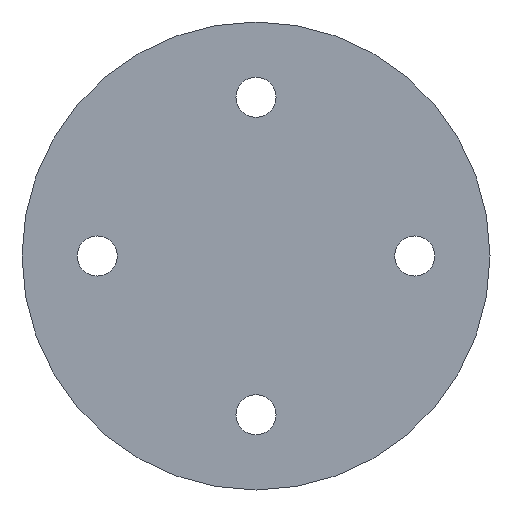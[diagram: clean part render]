
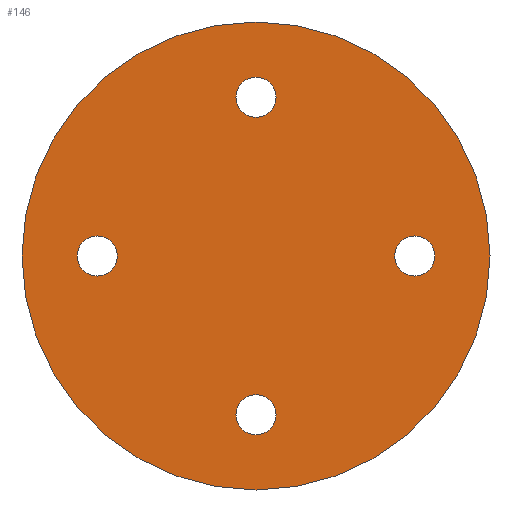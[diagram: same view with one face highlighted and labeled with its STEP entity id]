
A CAD part, front view. The second image highlights one B-rep face of the part: STEP entity #146.
In plain terms, the highlighted planar face has unit normal (0, -1, 0).
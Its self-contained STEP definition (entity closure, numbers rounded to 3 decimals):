
#4 = DIRECTION ( 'NONE',  ( 0., 1., 0. ) ) ;
#5 = VERTEX_POINT ( 'NONE', #463 ) ;
#10 = CIRCLE ( 'NONE', #86, 3. ) ;
#22 = AXIS2_PLACEMENT_3D ( 'NONE', #73, #256, #572 ) ;
#25 = CARTESIAN_POINT ( 'NONE',  ( 0., 0., -20.75 ) ) ;
#27 = FACE_OUTER_BOUND ( 'NONE', #319, .T. ) ;
#31 = CIRCLE ( 'NONE', #59, 3. ) ;
#34 = DIRECTION ( 'NONE',  ( 0., 1., 0. ) ) ;
#49 = EDGE_CURVE ( 'NONE', #216, #128, #191, .T. ) ;
#59 = AXIS2_PLACEMENT_3D ( 'NONE', #337, #70, #494 ) ;
#63 = DIRECTION ( 'NONE',  ( 0., 1., 0. ) ) ;
#64 = FACE_BOUND ( 'NONE', #264, .T. ) ;
#65 = EDGE_CURVE ( 'NONE', #536, #544, #399, .T. ) ;
#70 = DIRECTION ( 'NONE',  ( 0., 1., 0. ) ) ;
#73 = CARTESIAN_POINT ( 'NONE',  ( 23.75, 0., 0. ) ) ;
#78 = EDGE_LOOP ( 'NONE', ( #395, #271 ) ) ;
#83 = EDGE_CURVE ( 'NONE', #235, #355, #10, .T. ) ;
#86 = AXIS2_PLACEMENT_3D ( 'NONE', #246, #290, #515 ) ;
#87 = ORIENTED_EDGE ( 'NONE', *, *, #251, .T. ) ;
#98 = CIRCLE ( 'NONE', #444, 3. ) ;
#106 = CIRCLE ( 'NONE', #201, 3. ) ;
#112 = FACE_BOUND ( 'NONE', #78, .T. ) ;
#128 = VERTEX_POINT ( 'NONE', #466 ) ;
#143 = AXIS2_PLACEMENT_3D ( 'NONE', #165, #473, #301 ) ;
#145 = DIRECTION ( 'NONE',  ( 0., 0., 1. ) ) ;
#146 = ADVANCED_FACE ( 'NONE', ( #520, #64, #343, #112, #27 ), #422, .F. ) ;
#154 = DIRECTION ( 'NONE',  ( 0., 0., 1. ) ) ;
#156 = CARTESIAN_POINT ( 'NONE',  ( 0., 0., -23.75 ) ) ;
#163 = DIRECTION ( 'NONE',  ( 0., 0., 1. ) ) ;
#165 = CARTESIAN_POINT ( 'NONE',  ( 0., 0., 0. ) ) ;
#186 = ORIENTED_EDGE ( 'NONE', *, *, #65, .F. ) ;
#191 = CIRCLE ( 'NONE', #339, 3. ) ;
#192 = ORIENTED_EDGE ( 'NONE', *, *, #382, .T. ) ;
#201 = AXIS2_PLACEMENT_3D ( 'NONE', #265, #207, #432 ) ;
#207 = DIRECTION ( 'NONE',  ( 0., 1., 0. ) ) ;
#216 = VERTEX_POINT ( 'NONE', #25 ) ;
#225 = DIRECTION ( 'NONE',  ( 0., 0., 1. ) ) ;
#233 = CARTESIAN_POINT ( 'NONE',  ( 0., 0., 0. ) ) ;
#234 = EDGE_CURVE ( 'NONE', #5, #309, #543, .T. ) ;
#235 = VERTEX_POINT ( 'NONE', #386 ) ;
#236 = DIRECTION ( 'NONE',  ( 0., 1., 0. ) ) ;
#245 = CARTESIAN_POINT ( 'NONE',  ( 0., 0., -35. ) ) ;
#246 = CARTESIAN_POINT ( 'NONE',  ( -23.75, 0., 0. ) ) ;
#251 = EDGE_CURVE ( 'NONE', #128, #216, #443, .T. ) ;
#256 = DIRECTION ( 'NONE',  ( 0., 1., 0. ) ) ;
#261 = CARTESIAN_POINT ( 'NONE',  ( -23.75, 0., 3. ) ) ;
#264 = EDGE_LOOP ( 'NONE', ( #493, #538 ) ) ;
#265 = CARTESIAN_POINT ( 'NONE',  ( -23.75, 0., 0. ) ) ;
#266 = ORIENTED_EDGE ( 'NONE', *, *, #83, .T. ) ;
#271 = ORIENTED_EDGE ( 'NONE', *, *, #234, .T. ) ;
#273 = VERTEX_POINT ( 'NONE', #388 ) ;
#289 = AXIS2_PLACEMENT_3D ( 'NONE', #233, #4, #225 ) ;
#290 = DIRECTION ( 'NONE',  ( 0., 1., 0. ) ) ;
#301 = DIRECTION ( 'NONE',  ( 0., 0., 1. ) ) ;
#305 = CARTESIAN_POINT ( 'NONE',  ( 0., 0., -23.75 ) ) ;
#309 = VERTEX_POINT ( 'NONE', #529 ) ;
#310 = CARTESIAN_POINT ( 'NONE',  ( 23.75, 0., -3. ) ) ;
#311 = EDGE_CURVE ( 'NONE', #363, #273, #416, .T. ) ;
#319 = EDGE_LOOP ( 'NONE', ( #186, #404 ) ) ;
#337 = CARTESIAN_POINT ( 'NONE',  ( 23.75, 0., 0. ) ) ;
#339 = AXIS2_PLACEMENT_3D ( 'NONE', #156, #63, #420 ) ;
#340 = CARTESIAN_POINT ( 'NONE',  ( 0., 0., 23.75 ) ) ;
#343 = FACE_BOUND ( 'NONE', #352, .T. ) ;
#344 = DIRECTION ( 'NONE',  ( 0., 0., 1. ) ) ;
#347 = AXIS2_PLACEMENT_3D ( 'NONE', #305, #396, #344 ) ;
#352 = EDGE_LOOP ( 'NONE', ( #591, #87 ) ) ;
#354 = EDGE_LOOP ( 'NONE', ( #192, #266 ) ) ;
#355 = VERTEX_POINT ( 'NONE', #261 ) ;
#363 = VERTEX_POINT ( 'NONE', #310 ) ;
#373 = CARTESIAN_POINT ( 'NONE',  ( 0., 0., 23.75 ) ) ;
#375 = CARTESIAN_POINT ( 'NONE',  ( 0., 0., 0. ) ) ;
#377 = EDGE_CURVE ( 'NONE', #273, #363, #31, .T. ) ;
#379 = CARTESIAN_POINT ( 'NONE',  ( 0., 0., 35. ) ) ;
#382 = EDGE_CURVE ( 'NONE', #355, #235, #106, .T. ) ;
#386 = CARTESIAN_POINT ( 'NONE',  ( -23.75, 0., -3. ) ) ;
#388 = CARTESIAN_POINT ( 'NONE',  ( 23.75, 0., 3. ) ) ;
#395 = ORIENTED_EDGE ( 'NONE', *, *, #593, .T. ) ;
#396 = DIRECTION ( 'NONE',  ( 0., 1., 0. ) ) ;
#399 = CIRCLE ( 'NONE', #525, 35. ) ;
#404 = ORIENTED_EDGE ( 'NONE', *, *, #508, .F. ) ;
#416 = CIRCLE ( 'NONE', #22, 3. ) ;
#420 = DIRECTION ( 'NONE',  ( 0., 0., 1. ) ) ;
#422 = PLANE ( 'NONE',  #143 ) ;
#432 = DIRECTION ( 'NONE',  ( 0., 0., 1. ) ) ;
#443 = CIRCLE ( 'NONE', #347, 3. ) ;
#444 = AXIS2_PLACEMENT_3D ( 'NONE', #373, #236, #145 ) ;
#463 = CARTESIAN_POINT ( 'NONE',  ( 0., 0., 20.75 ) ) ;
#466 = CARTESIAN_POINT ( 'NONE',  ( 0., 0., -26.75 ) ) ;
#473 = DIRECTION ( 'NONE',  ( 0., 1., 0. ) ) ;
#487 = AXIS2_PLACEMENT_3D ( 'NONE', #340, #34, #163 ) ;
#493 = ORIENTED_EDGE ( 'NONE', *, *, #377, .T. ) ;
#494 = DIRECTION ( 'NONE',  ( 0., 0., 1. ) ) ;
#508 = EDGE_CURVE ( 'NONE', #544, #536, #547, .T. ) ;
#515 = DIRECTION ( 'NONE',  ( 0., 0., 1. ) ) ;
#520 = FACE_BOUND ( 'NONE', #354, .T. ) ;
#525 = AXIS2_PLACEMENT_3D ( 'NONE', #375, #559, #154 ) ;
#529 = CARTESIAN_POINT ( 'NONE',  ( 0., 0., 26.75 ) ) ;
#536 = VERTEX_POINT ( 'NONE', #245 ) ;
#538 = ORIENTED_EDGE ( 'NONE', *, *, #311, .T. ) ;
#543 = CIRCLE ( 'NONE', #487, 3. ) ;
#544 = VERTEX_POINT ( 'NONE', #379 ) ;
#547 = CIRCLE ( 'NONE', #289, 35. ) ;
#559 = DIRECTION ( 'NONE',  ( 0., 1., 0. ) ) ;
#572 = DIRECTION ( 'NONE',  ( 0., 0., 1. ) ) ;
#591 = ORIENTED_EDGE ( 'NONE', *, *, #49, .T. ) ;
#593 = EDGE_CURVE ( 'NONE', #309, #5, #98, .T. ) ;
